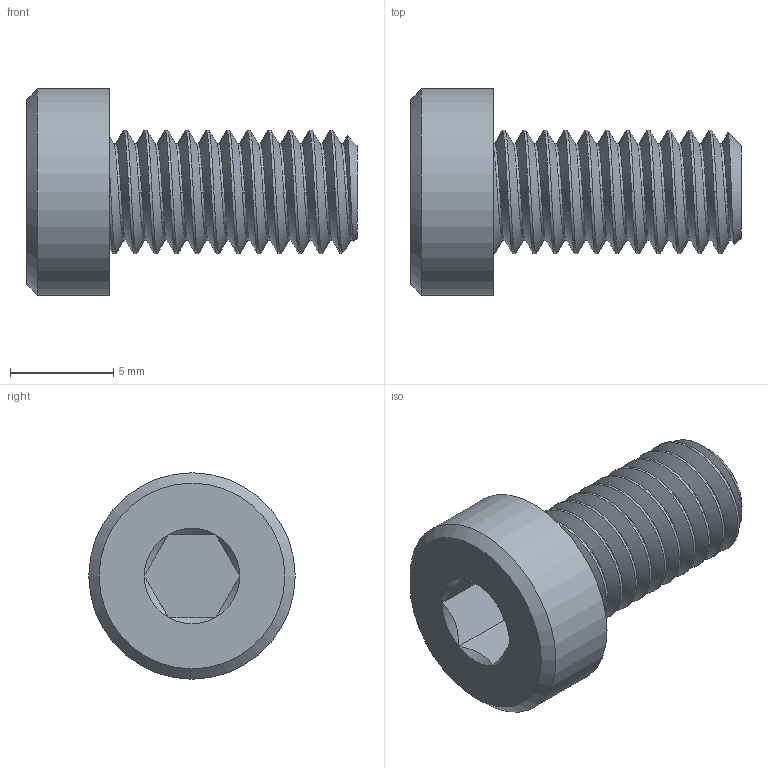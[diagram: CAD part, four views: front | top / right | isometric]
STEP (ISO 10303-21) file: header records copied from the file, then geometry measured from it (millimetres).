
FILE_DESCRIPTION(/* description */ (''),/* implementation_level */ '2;1');
FILE_NAME(/* name */ '93070A143_Alloy Steel Low-Profile Socket Head Screw.step',/* time_stamp */ '2022-08-23T12:54:03-03:00',/* author */ (''),/* organization */ (''),/* preprocessor_version */ 'ST-DEVELOPER v19',/* originating_system */ 'Autodesk Translation Framework v11.7.0.108',/* authorisation */ '');
FILE_SCHEMA (('AUTOMOTIVE_DESIGN { 1 0 10303 214 3 1 1 }'));
Length unit declared in the file: millimetre
Products named in the file (1): 93070A143_Alloy Steel Low-Profile Socket Head Screw
Bounding box: 16 x 10 x 10 mm (x, y, z)
Volume: 536.6 mm3; surface area: 657.9 mm2
Topology: 1 solids, 1 shells, 47 faces, 116 edges, 73 vertices
Faces by surface type: cylinder 26, plane 10, cone 9, bspline 2
Full cylindrical faces by diameter (mm): 4.701 x11, 6 x10, 10 x1
Entity records: 3356 total; most frequent: CARTESIAN_POINT 2363, ORIENTED_EDGE 232, DIRECTION 161, EDGE_CURVE 116, VERTEX_POINT 73, AXIS2_PLACEMENT_3D 61, EDGE_LOOP 49, FACE_OUTER_BOUND 47
